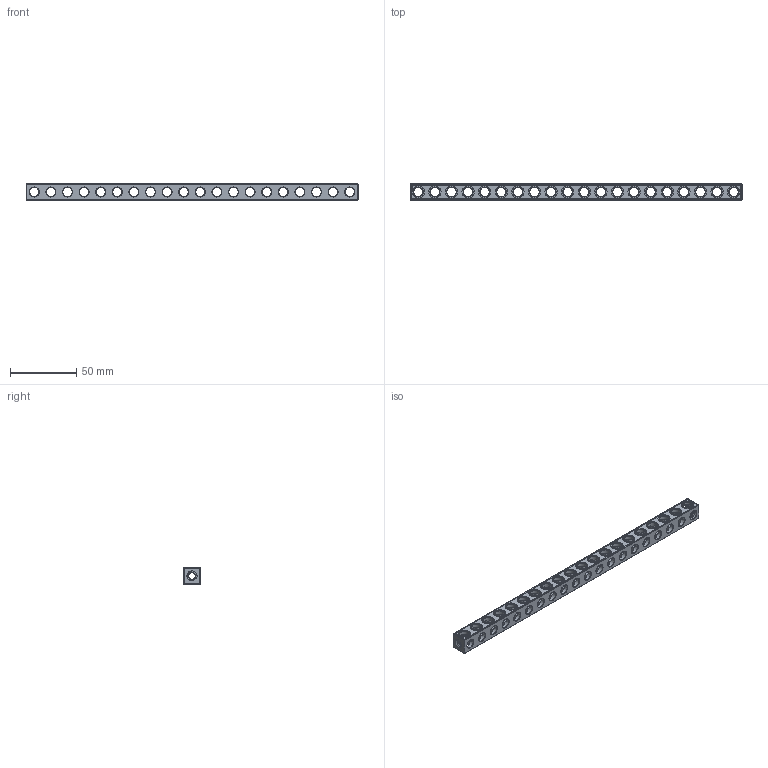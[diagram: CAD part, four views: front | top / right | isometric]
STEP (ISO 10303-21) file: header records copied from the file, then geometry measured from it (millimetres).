
FILE_DESCRIPTION(('FreeCAD Model'),'2;1');
FILE_NAME('Open CASCADE Shape Model','2021-07-01T22:51:23',( 'Paulo Kiefe'),('STEMFIE.org'),'Open CASCADE STEP processor 7.4', 'FreeCAD','Unknown');
FILE_SCHEMA(('AUTOMOTIVE_DESIGN { 1 0 10303 214 1 1 1 1 }'));
Products named in the file (1): Beam_STR_ESS_ERHRH_DE_BU20x01x01_-_SPN-BEM-0819_(stemfie.org)
Bounding box: 250 x 12.5 x 12.5 mm (x, y, z)
Volume: 19658.7 mm3; surface area: 17934.5 mm2
Topology: 1 solids, 1 shells, 775 faces, 2412 edges, 1614 vertices
Faces by surface type: plane 362, extrusion 174, cylinder 123, cone 80, bspline 36
Full cylindrical faces by diameter (mm): 7 x103, 9.2 x20
Entity records: 101290 total; most frequent: CARTESIAN_POINT 56906, DIRECTION 6962, ORIENTED_EDGE 4824, PCURVE 4824, DEFINITIONAL_REPRESENTATION 4824, VECTOR 4502, LINE 4328, EDGE_CURVE 2412
